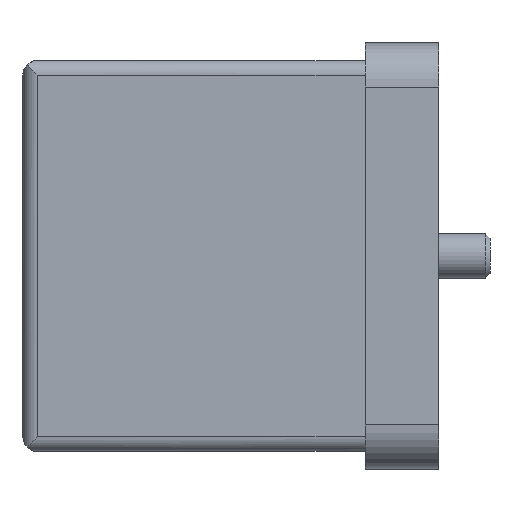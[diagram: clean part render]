
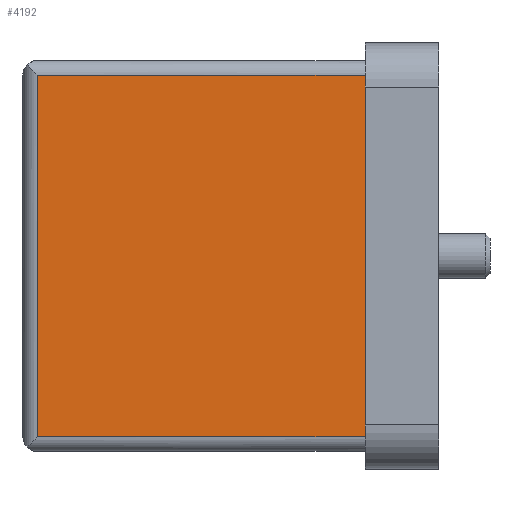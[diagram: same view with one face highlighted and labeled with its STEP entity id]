
A CAD part, left-side view. The second image highlights one B-rep face of the part: STEP entity #4192.
In plain terms, the highlighted planar face has unit normal (-1, 0, 0).
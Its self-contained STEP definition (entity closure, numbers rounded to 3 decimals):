
#981=ORIENTED_EDGE('',*,*,#1405,.T.);
#982=ORIENTED_EDGE('',*,*,#1177,.T.);
#983=ORIENTED_EDGE('',*,*,#1406,.F.);
#984=ORIENTED_EDGE('',*,*,#1377,.T.);
#1177=EDGE_CURVE('',#1540,#1539,#1866,.T.);
#1377=EDGE_CURVE('',#1675,#1676,#2015,.T.);
#1405=EDGE_CURVE('',#1676,#1540,#2025,.T.);
#1406=EDGE_CURVE('',#1675,#1539,#2026,.T.);
#1539=VERTEX_POINT('',#5676);
#1540=VERTEX_POINT('',#5678);
#1675=VERTEX_POINT('',#6092);
#1676=VERTEX_POINT('',#6093);
#1866=LINE('',#5677,#2204);
#2015=LINE('',#6091,#2353);
#2025=LINE('',#6167,#2363);
#2026=LINE('',#6169,#2364);
#2204=VECTOR('',#4801,1000.);
#2353=VECTOR('',#5202,1000.);
#2363=VECTOR('',#5270,1000.);
#2364=VECTOR('',#5273,1000.);
#2552=EDGE_LOOP('',(#981,#982,#983,#984));
#2739=FACE_BOUND('',#2552,.T.);
#2870=PLANE('',#4444);
#4192=ADVANCED_FACE('',(#2739),#2870,.F.);
#4444=AXIS2_PLACEMENT_3D('',#6172,#5277,#5278);
#4801=DIRECTION('',(0.,0.,1.));
#5202=DIRECTION('',(0.,0.,-1.));
#5270=DIRECTION('',(0.,-1.,0.));
#5273=DIRECTION('',(0.,-1.,0.));
#5277=DIRECTION('',(1.,0.,0.));
#5278=DIRECTION('',(0.,0.,-1.));
#5676=CARTESIAN_POINT('',(-13.3,-11.45,12.3));
#5677=CARTESIAN_POINT('',(-13.3,-11.45,-12.3));
#5678=CARTESIAN_POINT('',(-13.3,-11.45,-12.3));
#6091=CARTESIAN_POINT('',(-13.3,10.85,14.));
#6092=CARTESIAN_POINT('',(-13.3,10.85,12.3));
#6093=CARTESIAN_POINT('',(-13.3,10.85,-12.3));
#6167=CARTESIAN_POINT('',(-13.3,11.85,-12.3));
#6169=CARTESIAN_POINT('',(-13.3,11.85,12.3));
#6172=CARTESIAN_POINT('',(-13.3,11.85,-12.3));
